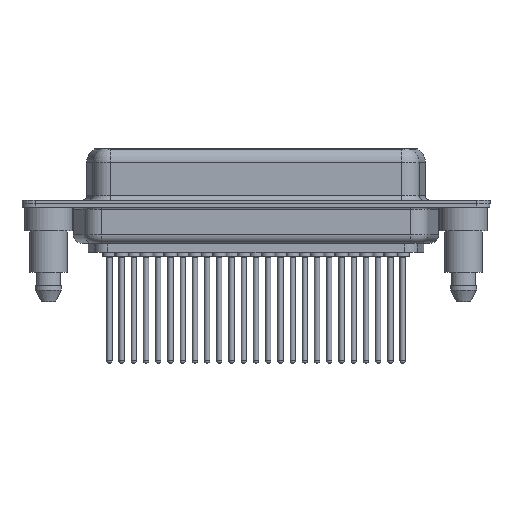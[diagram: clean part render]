
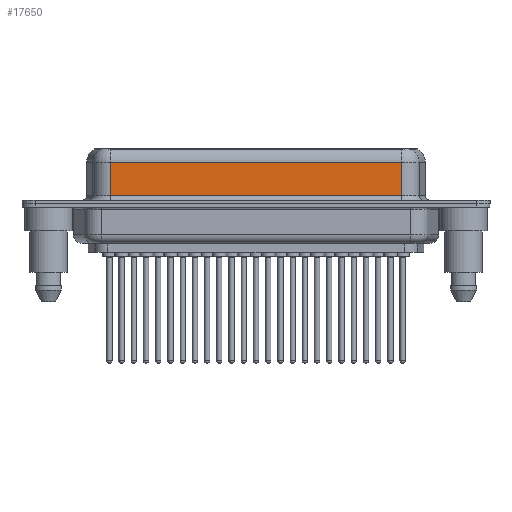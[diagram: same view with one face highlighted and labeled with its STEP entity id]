
A CAD part, front view. The second image highlights one B-rep face of the part: STEP entity #17650.
In plain terms, the highlighted planar face has unit normal (0, -1, 0).
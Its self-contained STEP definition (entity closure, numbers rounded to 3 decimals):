
#564 = EDGE_LOOP ( 'NONE', ( #6967, #11747, #13638, #9835 ) ) ;
#985 = DIRECTION ( 'NONE',  ( 1., 0., 0. ) ) ;
#1624 = CARTESIAN_POINT ( 'NONE',  ( 7.013, -3.95, 4.65 ) ) ;
#1924 = DIRECTION ( 'NONE',  ( 0., 0., -1. ) ) ;
#3227 = CARTESIAN_POINT ( 'NONE',  ( 7.013, -3.95, 6.4 ) ) ;
#4516 = VECTOR ( 'NONE', #985, 1000. ) ;
#4537 = LINE ( 'NONE', #20202, #4516 ) ;
#4816 = CARTESIAN_POINT ( 'NONE',  ( 40.037, -3.95, 0.9 ) ) ;
#5443 = EDGE_CURVE ( 'NONE', #6326, #10728, #13882, .T. ) ;
#5496 = VECTOR ( 'NONE', #1924, 1000. ) ;
#6285 = CARTESIAN_POINT ( 'NONE',  ( 40.037, -3.95, 6.4 ) ) ;
#6326 = VERTEX_POINT ( 'NONE', #17355 ) ;
#6967 = ORIENTED_EDGE ( 'NONE', *, *, #9394, .F. ) ;
#8027 = LINE ( 'NONE', #6285, #5496 ) ;
#8405 = LINE ( 'NONE', #3227, #8507 ) ;
#8507 = VECTOR ( 'NONE', #15432, 1000. ) ;
#9394 = EDGE_CURVE ( 'NONE', #6326, #17182, #8027, .T. ) ;
#9835 = ORIENTED_EDGE ( 'NONE', *, *, #20872, .T. ) ;
#9954 = AXIS2_PLACEMENT_3D ( 'NONE', #15175, #20351, #17129 ) ;
#10650 = EDGE_CURVE ( 'NONE', #10728, #22417, #8405, .T. ) ;
#10728 = VERTEX_POINT ( 'NONE', #1624 ) ;
#11712 = FACE_OUTER_BOUND ( 'NONE', #564, .T. ) ;
#11747 = ORIENTED_EDGE ( 'NONE', *, *, #5443, .T. ) ;
#12134 = CARTESIAN_POINT ( 'NONE',  ( 40.037, -3.95, 4.65 ) ) ;
#13638 = ORIENTED_EDGE ( 'NONE', *, *, #10650, .T. ) ;
#13882 = LINE ( 'NONE', #12134, #17911 ) ;
#15175 = CARTESIAN_POINT ( 'NONE',  ( 40.037, -3.95, 6.4 ) ) ;
#15432 = DIRECTION ( 'NONE',  ( 0., 0., -1. ) ) ;
#16783 = PLANE ( 'NONE',  #9954 ) ;
#17129 = DIRECTION ( 'NONE',  ( 0., 0., 1. ) ) ;
#17182 = VERTEX_POINT ( 'NONE', #4816 ) ;
#17355 = CARTESIAN_POINT ( 'NONE',  ( 40.037, -3.95, 4.65 ) ) ;
#17650 = ADVANCED_FACE ( 'NONE', ( #11712 ), #16783, .F. ) ;
#17911 = VECTOR ( 'NONE', #20655, 1000. ) ;
#20045 = CARTESIAN_POINT ( 'NONE',  ( 7.013, -3.95, 0.9 ) ) ;
#20202 = CARTESIAN_POINT ( 'NONE',  ( 40.037, -3.95, 0.9 ) ) ;
#20351 = DIRECTION ( 'NONE',  ( 0., 1., 0. ) ) ;
#20655 = DIRECTION ( 'NONE',  ( -1., 0., 0. ) ) ;
#20872 = EDGE_CURVE ( 'NONE', #22417, #17182, #4537, .T. ) ;
#22417 = VERTEX_POINT ( 'NONE', #20045 ) ;
